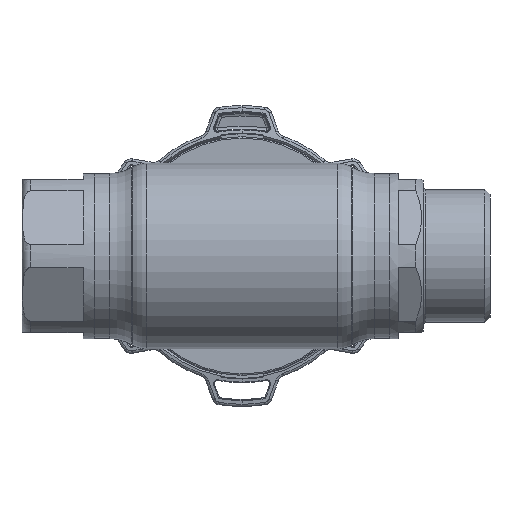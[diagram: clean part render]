
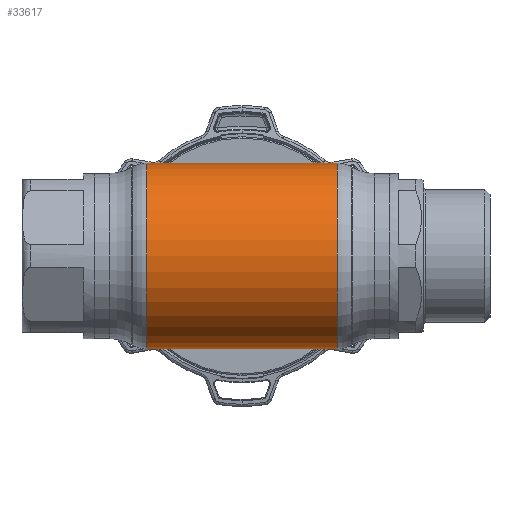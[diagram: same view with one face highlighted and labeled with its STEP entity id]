
A CAD part, front view. The second image highlights one B-rep face of the part: STEP entity #33617.
In plain terms, the highlighted cylindrical face has radius 33.34 mm (diameter 66.68 mm), a partial arc.
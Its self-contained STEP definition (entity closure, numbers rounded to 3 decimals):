
#2071 = CARTESIAN_POINT ( 'NONE',  ( 34.177, 0., -33.34 ) ) ;
#2446 = CYLINDRICAL_SURFACE ( 'NONE', #21574, 33.34 ) ;
#3209 = CARTESIAN_POINT ( 'NONE',  ( -34.177, 0., 33.34 ) ) ;
#3475 = CARTESIAN_POINT ( 'NONE',  ( -34.177, 0., -33.34 ) ) ;
#3500 = VERTEX_POINT ( 'NONE', #3209 ) ;
#5311 = EDGE_CURVE ( 'NONE', #16427, #3500, #13325, .T. ) ;
#5884 = AXIS2_PLACEMENT_3D ( 'NONE', #20015, #30426, #17481 ) ;
#9312 = EDGE_CURVE ( 'NONE', #15000, #3500, #19622, .T. ) ;
#10786 = EDGE_CURVE ( 'NONE', #16195, #15000, #30899, .T. ) ;
#13323 = EDGE_CURVE ( 'NONE', #16195, #16427, #22207, .T. ) ;
#13325 = LINE ( 'NONE', #23711, #25414 ) ;
#15000 = VERTEX_POINT ( 'NONE', #3475 ) ;
#15426 = CARTESIAN_POINT ( 'NONE',  ( -62.69, 0., -33.34 ) ) ;
#15562 = ORIENTED_EDGE ( 'NONE', *, *, #5311, .T. ) ;
#16195 = VERTEX_POINT ( 'NONE', #2071 ) ;
#16393 = AXIS2_PLACEMENT_3D ( 'NONE', #28088, #22968, #30974 ) ;
#16427 = VERTEX_POINT ( 'NONE', #26524 ) ;
#17154 = ORIENTED_EDGE ( 'NONE', *, *, #9312, .F. ) ;
#17481 = DIRECTION ( 'NONE',  ( 0., 0., 1. ) ) ;
#19622 = CIRCLE ( 'NONE', #16393, 33.34 ) ;
#20015 = CARTESIAN_POINT ( 'NONE',  ( 34.177, 0., 0. ) ) ;
#20556 = EDGE_LOOP ( 'NONE', ( #26520, #21652, #15562, #17154 ) ) ;
#21574 = AXIS2_PLACEMENT_3D ( 'NONE', #23903, #23727, #23555 ) ;
#21652 = ORIENTED_EDGE ( 'NONE', *, *, #13323, .T. ) ;
#22207 = CIRCLE ( 'NONE', #5884, 33.34 ) ;
#22968 = DIRECTION ( 'NONE',  ( -1., 0., 0. ) ) ;
#23555 = DIRECTION ( 'NONE',  ( 0., 0., 1. ) ) ;
#23711 = CARTESIAN_POINT ( 'NONE',  ( -62.69, 0., 33.34 ) ) ;
#23727 = DIRECTION ( 'NONE',  ( -1., 0., 0. ) ) ;
#23903 = CARTESIAN_POINT ( 'NONE',  ( -62.69, 0., 0. ) ) ;
#25414 = VECTOR ( 'NONE', #29794, 1000. ) ;
#25777 = FACE_OUTER_BOUND ( 'NONE', #20556, .T. ) ;
#26520 = ORIENTED_EDGE ( 'NONE', *, *, #10786, .F. ) ;
#26524 = CARTESIAN_POINT ( 'NONE',  ( 34.177, 0., 33.34 ) ) ;
#28088 = CARTESIAN_POINT ( 'NONE',  ( -34.177, 0., 0. ) ) ;
#29794 = DIRECTION ( 'NONE',  ( -1., 0., 0. ) ) ;
#30406 = DIRECTION ( 'NONE',  ( -1., 0., 0. ) ) ;
#30426 = DIRECTION ( 'NONE',  ( -1., 0., 0. ) ) ;
#30633 = VECTOR ( 'NONE', #30406, 1000. ) ;
#30899 = LINE ( 'NONE', #15426, #30633 ) ;
#30974 = DIRECTION ( 'NONE',  ( 0., 0., 1. ) ) ;
#33617 = ADVANCED_FACE ( 'NONE', ( #25777 ), #2446, .T. ) ;
